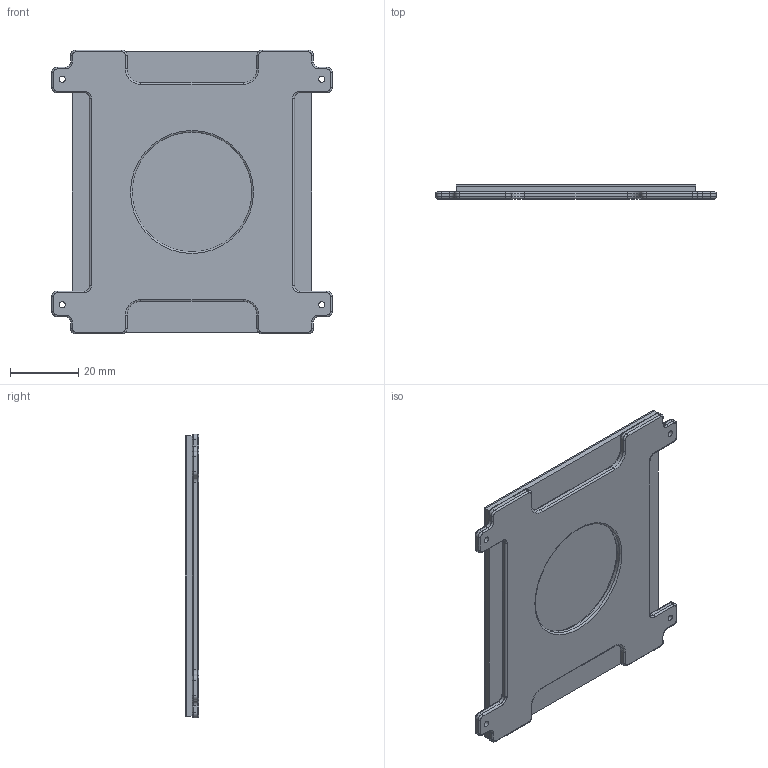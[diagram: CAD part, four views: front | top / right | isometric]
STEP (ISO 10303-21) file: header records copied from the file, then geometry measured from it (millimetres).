
FILE_DESCRIPTION(/* description */ (''),/* implementation_level */ '2;1');
FILE_NAME(/* name */ 'Solar_Cell.step',/* time_stamp */ '2024-08-21T21:45:45+09:00',/* author */ (''),/* organization */ (''),/* preprocessor_version */ 'ST-DEVELOPER v20',/* originating_system */ 'Autodesk Translation Framework v13.14.0.145',/* authorisation */ '');
FILE_SCHEMA (('AUTOMOTIVE_DESIGN { 1 0 10303 214 3 1 1 }'));
Length unit declared in the file: millimetre
Products named in the file (3): Solar_Cell; solarpanel; solar_sell_jig
Assembly tree (2 placements, depth 2):
  Solar_Cell
    solarpanel
    solar_sell_jig
Bounding box: 82 x 4 x 83 mm (x, y, z)
Surface area: 42265.2 mm2
Topology: 47 solids, 47 shells, 453 faces, 965 edges, 606 vertices
Faces by surface type: plane 306, cylinder 89, torus 58
Full cylindrical faces by diameter (mm): 1.8 x4, 35 x1
Entity records: 12118 total; most frequent: DIRECTION 2121, CARTESIAN_POINT 2029, ORIENTED_EDGE 1930, EDGE_CURVE 965, LINE 725, VECTOR 725, AXIS2_PLACEMENT_3D 698, VERTEX_POINT 606
